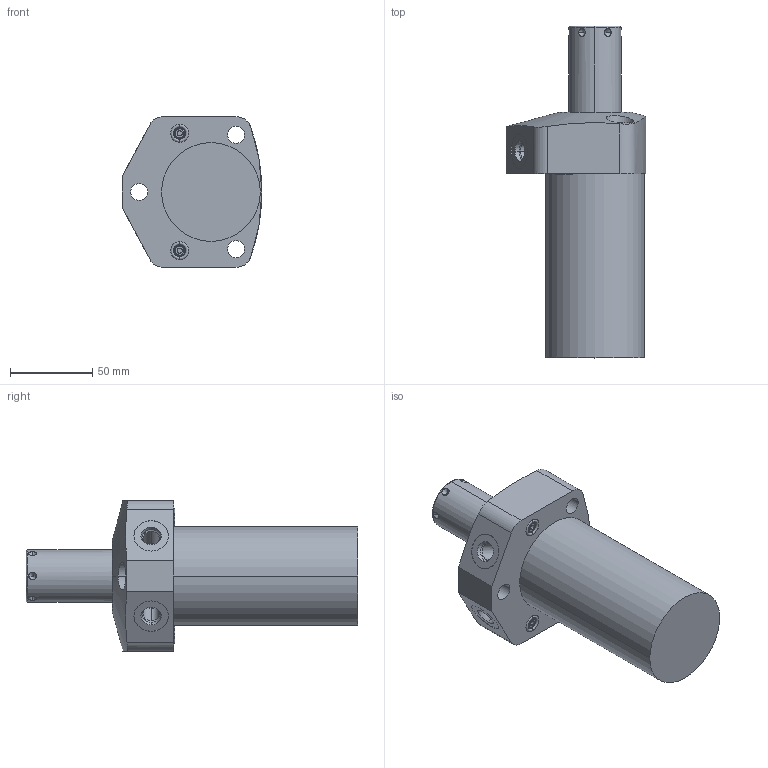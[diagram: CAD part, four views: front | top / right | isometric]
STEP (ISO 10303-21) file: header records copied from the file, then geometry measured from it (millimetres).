
FILE_DESCRIPTION((''),'2;1');
FILE_NAME('ILC14621802L','2018-06-06T',('jdw'),(''),'PRO/ENGINEER BY PARAMETRIC TECHNOLOGY CORPORATION, 2013320','PRO/ENGINEER BY PARAMETRIC TECHNOLOGY CORPORATION, 2013320','');
FILE_SCHEMA(('AUTOMOTIVE_DESIGN { 1 0 10303 214 1 1 1 1 }'));
Length unit declared in the file: inch
Products named in the file (1): ILC14621802L
Bounding box: 84.91 x 201.78 x 91.64 mm (x, y, z)
Volume: 570322.8 mm3; surface area: 56975.9 mm2
Topology: 1 solids, 2 shells, 130 faces, 291 edges, 179 vertices
Faces by surface type: cylinder 57, cone 32, plane 31, torus 10
Entity records: 4991 total; most frequent: CARTESIAN_POINT 895, DIRECTION 656, ORIENTED_EDGE 550, PRESENTATION_STYLE_ASSIGNMENT 292, STYLED_ITEM 279, AXIS2_PLACEMENT_3D 278, CURVE_STYLE 277, EDGE_CURVE 277
